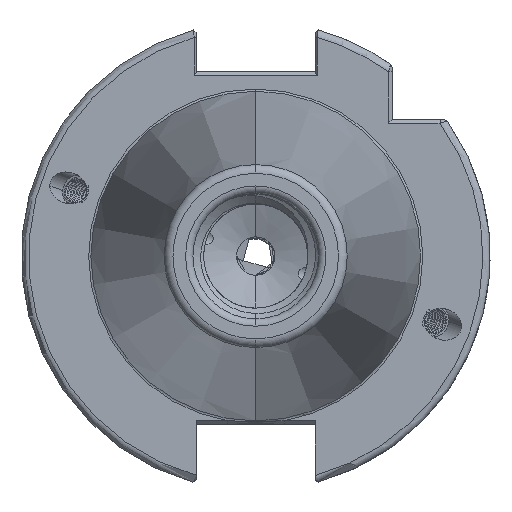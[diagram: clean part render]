
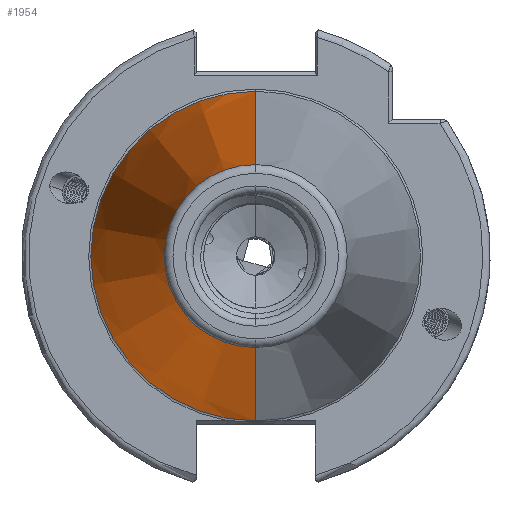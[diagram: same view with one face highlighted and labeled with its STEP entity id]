
A CAD part, left-side view. The second image highlights one B-rep face of the part: STEP entity #1954.
In plain terms, the highlighted conical face has half-angle 8.297 degrees and reference radius 22.692 mm.
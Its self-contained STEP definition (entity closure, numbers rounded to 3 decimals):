
#1954 = ADVANCED_FACE ( 'NONE', ( #15036 ), #15030, .T. ) ;
#5044 = AXIS2_PLACEMENT_3D ( 'NONE', #8857, #8869, #8794 ) ;
#5058 = AXIS2_PLACEMENT_3D ( 'NONE', #8803, #8823, #8849 ) ;
#6468 = CARTESIAN_POINT ( 'NONE',  ( -70.573, 0., 12.4 ) ) ;
#6481 = CARTESIAN_POINT ( 'NONE',  ( -70.573, 0., -12.4 ) ) ;
#6489 = CARTESIAN_POINT ( 'NONE',  ( -2.5, 0., 22.327 ) ) ;
#6668 = CARTESIAN_POINT ( 'NONE',  ( -2.5, 0., -22.327 ) ) ;
#7637 = CARTESIAN_POINT ( 'NONE',  ( 0., 0., 22.692 ) ) ;
#7690 = DIRECTION ( 'NONE',  ( 0.99, 0., 0.144 ) ) ;
#7909 = CARTESIAN_POINT ( 'NONE',  ( 0., 0., -22.692 ) ) ;
#7916 = DIRECTION ( 'NONE',  ( 0.99, 0., -0.144 ) ) ;
#8794 = DIRECTION ( 'NONE',  ( 0., 0., -1. ) ) ;
#8803 = CARTESIAN_POINT ( 'NONE',  ( -70.573, 0., 0. ) ) ;
#8823 = DIRECTION ( 'NONE',  ( 1., 0., 0. ) ) ;
#8849 = DIRECTION ( 'NONE',  ( 0., 0., 1. ) ) ;
#8857 = CARTESIAN_POINT ( 'NONE',  ( -2.5, 0., 0. ) ) ;
#8869 = DIRECTION ( 'NONE',  ( 1., 0., 0. ) ) ;
#11559 = DIRECTION ( 'NONE',  ( 1., 0., 0. ) ) ;
#11573 = DIRECTION ( 'NONE',  ( 0., 0., -1. ) ) ;
#11575 = CARTESIAN_POINT ( 'NONE',  ( 0., 0., 0. ) ) ;
#12880 = VERTEX_POINT ( 'NONE', #6468 ) ;
#12895 = VERTEX_POINT ( 'NONE', #6481 ) ;
#12950 = VERTEX_POINT ( 'NONE', #6489 ) ;
#12967 = VERTEX_POINT ( 'NONE', #6668 ) ;
#13636 = EDGE_CURVE ( 'NONE', #12895, #12880, #15325, .T. ) ;
#13642 = EDGE_CURVE ( 'NONE', #12967, #12950, #15275, .T. ) ;
#13732 = EDGE_CURVE ( 'NONE', #12880, #12950, #15392, .T. ) ;
#13739 = EDGE_CURVE ( 'NONE', #12895, #12967, #15406, .T. ) ;
#14279 = AXIS2_PLACEMENT_3D ( 'NONE', #11575, #11559, #11573 ) ;
#15030 = CONICAL_SURFACE ( 'NONE', #14279, 22.692, 0.145 ) ;
#15036 = FACE_OUTER_BOUND ( 'NONE', #18643, .T. ) ;
#15275 = CIRCLE ( 'NONE', #5044, 22.327 ) ;
#15325 = CIRCLE ( 'NONE', #5058, 12.4 ) ;
#15392 = LINE ( 'NONE', #7637, #15408 ) ;
#15406 = LINE ( 'NONE', #7909, #15409 ) ;
#15408 = VECTOR ( 'NONE', #7690, 1000. ) ;
#15409 = VECTOR ( 'NONE', #7916, 1000. ) ;
#18643 = EDGE_LOOP ( 'NONE', ( #19234, #19212, #19210, #19190 ) ) ;
#19190 = ORIENTED_EDGE ( 'NONE', *, *, #13739, .F. ) ;
#19210 = ORIENTED_EDGE ( 'NONE', *, *, #13642, .F. ) ;
#19212 = ORIENTED_EDGE ( 'NONE', *, *, #13732, .T. ) ;
#19234 = ORIENTED_EDGE ( 'NONE', *, *, #13636, .T. ) ;
